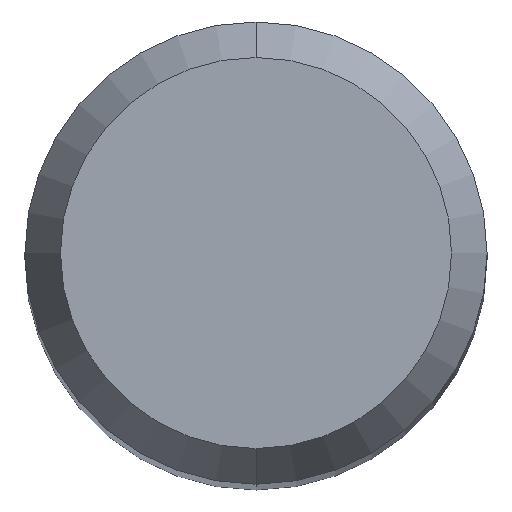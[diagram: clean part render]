
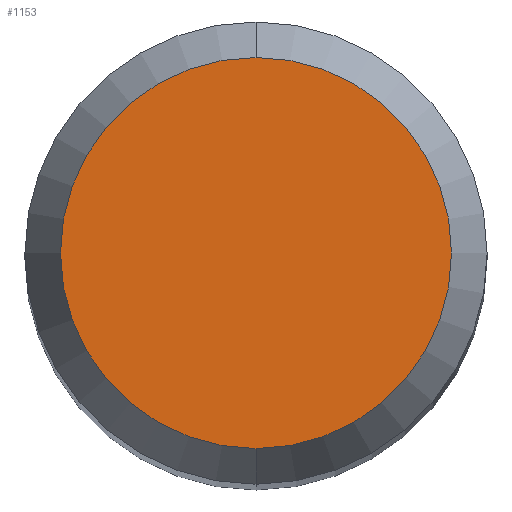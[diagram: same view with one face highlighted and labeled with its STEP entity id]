
A CAD part, top view. The second image highlights one B-rep face of the part: STEP entity #1153.
In plain terms, the highlighted planar face has unit normal (0, 0, 1).
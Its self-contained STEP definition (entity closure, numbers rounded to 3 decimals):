
#439=EDGE_CURVE('',#913,#877,#1222,.T.);
#727=EDGE_CURVE('',#877,#913,#1534,.T.);
#877=VERTEX_POINT('',#1697);
#913=VERTEX_POINT('',#1737);
#1153=ADVANCED_FACE('',(#1994),#1995,.T.);
#1222=CIRCLE('',#2503,2.538);
#1534=CIRCLE('',#5720,2.538);
#1697=CARTESIAN_POINT('',(0.,-2.538,0.0));
#1737=CARTESIAN_POINT('',(0.0,2.538,0.0));
#1994=FACE_OUTER_BOUND('',#8370,.T.);
#1995=PLANE('',#8371);
#2503=AXIS2_PLACEMENT_3D('',#8461,#8462,#8463);
#5720=AXIS2_PLACEMENT_3D('',#8760,#8761,#8762);
#8370=EDGE_LOOP('',(#9232,#9233));
#8371=AXIS2_PLACEMENT_3D('',#9234,#9235,#9236);
#8461=CARTESIAN_POINT('',(0.0,0.0,0.0));
#8462=DIRECTION('',(0.0,0.0,-1.0));
#8463=DIRECTION('',(0.0,1.0,0.0));
#8760=CARTESIAN_POINT('',(0.0,0.0,0.0));
#8761=DIRECTION('',(0.0,0.0,-1.0));
#8762=DIRECTION('',(0.0,1.0,0.0));
#9232=ORIENTED_EDGE('',*,*,#439,.F.);
#9233=ORIENTED_EDGE('',*,*,#727,.F.);
#9234=CARTESIAN_POINT('',(0.0,1.269,0.0));
#9235=DIRECTION('',(-0.0,0.0,1.0));
#9236=DIRECTION('',(0.0,-1.0,0.0));
